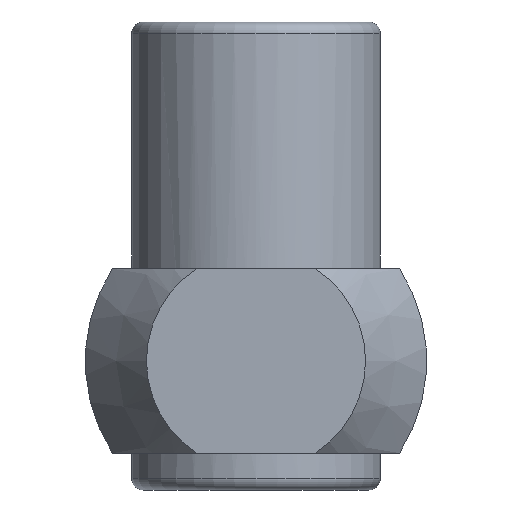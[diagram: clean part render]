
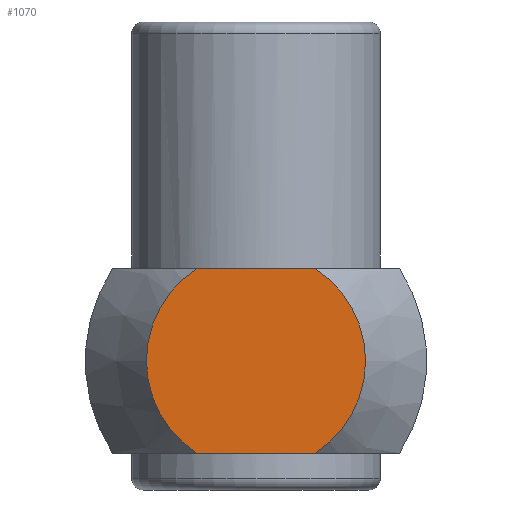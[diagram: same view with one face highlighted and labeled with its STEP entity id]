
A CAD part, front view. The second image highlights one B-rep face of the part: STEP entity #1070.
In plain terms, the highlighted planar face has unit normal (0, -1, 0).
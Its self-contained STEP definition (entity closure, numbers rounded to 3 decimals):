
#19 = ORIENTED_EDGE ( 'NONE', *, *, #1387, .F. ) ;
#34 = AXIS2_PLACEMENT_3D ( 'NONE', #1326, #1451, #1438 ) ;
#90 = LINE ( 'NONE', #1198, #1111 ) ;
#95 = EDGE_CURVE ( 'NONE', #775, #1478, #1257, .T. ) ;
#148 = DIRECTION ( 'NONE',  ( 0., 0., -1. ) ) ;
#219 = DIRECTION ( 'NONE',  ( 1., 0., 0. ) ) ;
#254 = DIRECTION ( 'NONE',  ( -1., 0., 0. ) ) ;
#263 = LINE ( 'NONE', #997, #1265 ) ;
#465 = VERTEX_POINT ( 'NONE', #1207 ) ;
#540 = EDGE_LOOP ( 'NONE', ( #1450, #1321, #19, #755 ) ) ;
#584 = VERTEX_POINT ( 'NONE', #1024 ) ;
#636 = CARTESIAN_POINT ( 'NONE',  ( 0., -32., 0. ) ) ;
#712 = DIRECTION ( 'NONE',  ( 0., 0., -1. ) ) ;
#735 = CIRCLE ( 'NONE', #1014, 4.75 ) ;
#755 = ORIENTED_EDGE ( 'NONE', *, *, #1126, .T. ) ;
#768 = EDGE_CURVE ( 'NONE', #775, #465, #90, .T. ) ;
#775 = VERTEX_POINT ( 'NONE', #951 ) ;
#951 = CARTESIAN_POINT ( 'NONE',  ( -2.562, -32., 4. ) ) ;
#997 = CARTESIAN_POINT ( 'NONE',  ( -4.75, -32., -4. ) ) ;
#1004 = CARTESIAN_POINT ( 'NONE',  ( -2.562, -32., -4. ) ) ;
#1014 = AXIS2_PLACEMENT_3D ( 'NONE', #1284, #1066, #712 ) ;
#1024 = CARTESIAN_POINT ( 'NONE',  ( 2.562, -32., -4. ) ) ;
#1066 = DIRECTION ( 'NONE',  ( 0., -1., 0. ) ) ;
#1070 = ADVANCED_FACE ( 'NONE', ( #1120 ), #1444, .F. ) ;
#1110 = AXIS2_PLACEMENT_3D ( 'NONE', #636, #1125, #148 ) ;
#1111 = VECTOR ( 'NONE', #219, 1000. ) ;
#1120 = FACE_OUTER_BOUND ( 'NONE', #540, .T. ) ;
#1125 = DIRECTION ( 'NONE',  ( 0., -1., 0. ) ) ;
#1126 = EDGE_CURVE ( 'NONE', #584, #465, #735, .T. ) ;
#1198 = CARTESIAN_POINT ( 'NONE',  ( -4.75, -32., 4. ) ) ;
#1207 = CARTESIAN_POINT ( 'NONE',  ( 2.562, -32., 4. ) ) ;
#1257 = CIRCLE ( 'NONE', #1110, 4.75 ) ;
#1265 = VECTOR ( 'NONE', #254, 1000. ) ;
#1284 = CARTESIAN_POINT ( 'NONE',  ( 0., -32., 0. ) ) ;
#1321 = ORIENTED_EDGE ( 'NONE', *, *, #95, .T. ) ;
#1326 = CARTESIAN_POINT ( 'NONE',  ( -4.75, -32., 0. ) ) ;
#1387 = EDGE_CURVE ( 'NONE', #584, #1478, #263, .T. ) ;
#1438 = DIRECTION ( 'NONE',  ( 0., 0., 1. ) ) ;
#1444 = PLANE ( 'NONE',  #34 ) ;
#1450 = ORIENTED_EDGE ( 'NONE', *, *, #768, .F. ) ;
#1451 = DIRECTION ( 'NONE',  ( 0., 1., 0. ) ) ;
#1478 = VERTEX_POINT ( 'NONE', #1004 ) ;
